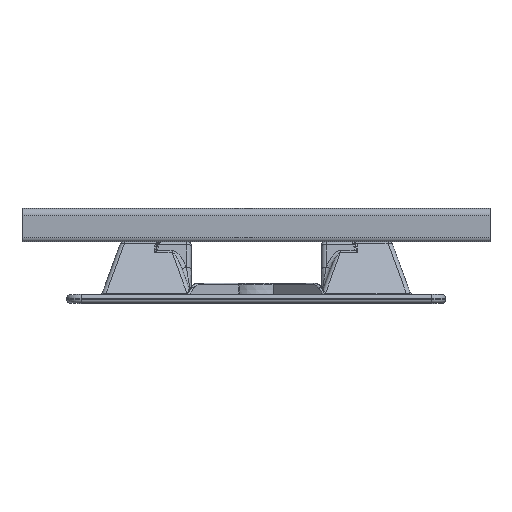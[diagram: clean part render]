
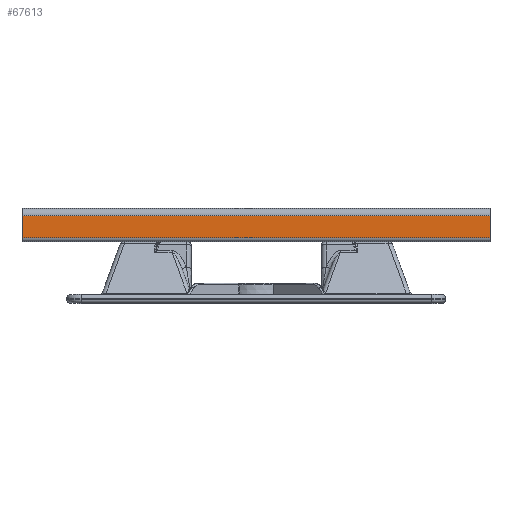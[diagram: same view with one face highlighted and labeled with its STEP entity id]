
A CAD part, top view. The second image highlights one B-rep face of the part: STEP entity #67613.
In plain terms, the highlighted face is planar.
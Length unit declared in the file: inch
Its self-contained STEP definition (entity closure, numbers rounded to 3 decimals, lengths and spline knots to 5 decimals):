
#67548=CARTESIAN_POINT('',(-0.8125,0.3295,12.3523));
#67549=VERTEX_POINT('',#67548);
#67565=CARTESIAN_POINT('',(-0.8125,0.3295,0.0));
#67566=VERTEX_POINT('',#67565);
#67574=CARTESIAN_POINT('',(-0.8125,0.3295,12.3523));
#67575=DIRECTION('',(0.0,0.0,-1.0));
#67576=VECTOR('',#67575,12.3523);
#67577=LINE('',#67574,#67576);
#67578=EDGE_CURVE('',#67549,#67566,#67577,.T.);
#67583=CARTESIAN_POINT('',(-0.8125,0.3295,35.6916));
#67584=DIRECTION('',(1.0,0.0,0.0));
#67585=DIRECTION('',(0.0,0.0,-1.0));
#67586=AXIS2_PLACEMENT_3D('',#67583,#67584,#67585);
#67587=PLANE('',#67586);
#67588=CARTESIAN_POINT('',(-0.8125,-0.252,12.3523));
#67589=VERTEX_POINT('',#67588);
#67590=CARTESIAN_POINT('',(-0.8125,0.3295,12.3523));
#67591=DIRECTION('',(0.0,-1.0,0.0));
#67592=VECTOR('',#67591,0.5815);
#67593=LINE('',#67590,#67592);
#67594=EDGE_CURVE('',#67549,#67589,#67593,.T.);
#67595=ORIENTED_EDGE('',*,*,#67594,.F.);
#67596=ORIENTED_EDGE('',*,*,#67578,.T.);
#67597=CARTESIAN_POINT('',(-0.8125,-0.252,0.0));
#67598=VERTEX_POINT('',#67597);
#67599=CARTESIAN_POINT('',(-0.8125,0.3295,0.0));
#67600=DIRECTION('',(0.0,-1.0,0.0));
#67601=VECTOR('',#67600,0.5815);
#67602=LINE('',#67599,#67601);
#67603=EDGE_CURVE('',#67566,#67598,#67602,.T.);
#67604=ORIENTED_EDGE('',*,*,#67603,.T.);
#67605=CARTESIAN_POINT('',(-0.8125,-0.252,12.3523));
#67606=DIRECTION('',(0.0,0.0,-1.0));
#67607=VECTOR('',#67606,12.3523);
#67608=LINE('',#67605,#67607);
#67609=EDGE_CURVE('',#67589,#67598,#67608,.T.);
#67610=ORIENTED_EDGE('',*,*,#67609,.F.);
#67611=EDGE_LOOP('',(#67595,#67596,#67604,#67610));
#67612=FACE_OUTER_BOUND('',#67611,.T.);
#67613=ADVANCED_FACE('',(#67612),#67587,.F.);
